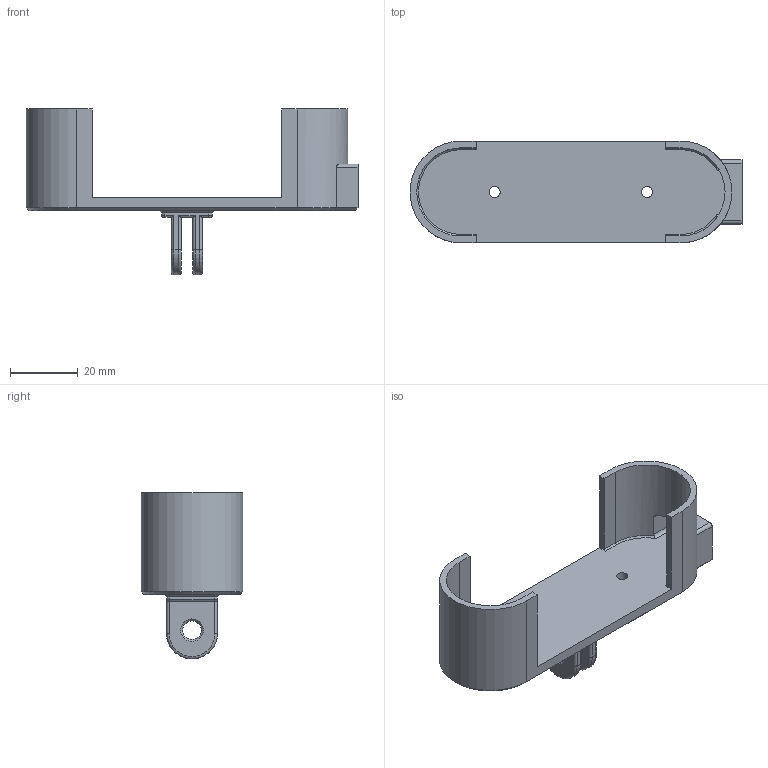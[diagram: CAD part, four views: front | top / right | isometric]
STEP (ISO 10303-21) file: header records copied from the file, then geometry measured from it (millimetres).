
FILE_DESCRIPTION(/* description */ ('','CAx-IF Rec.Pracs.---Representation and Presentation of Product Manufacturing Information (PMI)---4.0---2014-10-13'),/* implementation_level */ '2;1');
FILE_NAME(/* name */ '2a63d892-bdb3-4b35-940a-6c94fc3ed1a1.step',/* time_stamp */ '2025-02-03T16:49:16Z',/* author */ (''),/* organization */ (''),/* preprocessor_version */ 'ST-DEVELOPER v20',/* originating_system */ 'Autodesk Translation Framework v13.20.0.188',/* authorisation */ '');
FILE_SCHEMA (('AP242_MANAGED_MODEL_BASED_3D_ENGINEERING_MIM_LF { 1 0 10303 442 1 1 4 }'));
Length unit declared in the file: millimetre
Products named in the file (2): D435i-Gopro-Mount.f3d; D435i Mount - GoPro
Assembly tree (1 placements, depth 2):
  D435i-Gopro-Mount.f3d
    D435i Mount - GoPro
Bounding box: 98 x 30 x 49 mm (x, y, z)
Volume: 17989.6 mm3; surface area: 13280.4 mm2
Topology: 1 solids, 1 shells, 101 faces, 259 edges, 160 vertices
Faces by surface type: plane 45, cylinder 36, cone 12, torus 4, bspline 4
Full cylindrical faces by diameter (mm): 3.3 x2, 5.5 x2
Entity records: 3230 total; most frequent: CARTESIAN_POINT 701, DIRECTION 523, ORIENTED_EDGE 518, EDGE_CURVE 259, AXIS2_PLACEMENT_3D 182, VERTEX_POINT 160, LINE 159, VECTOR 159
